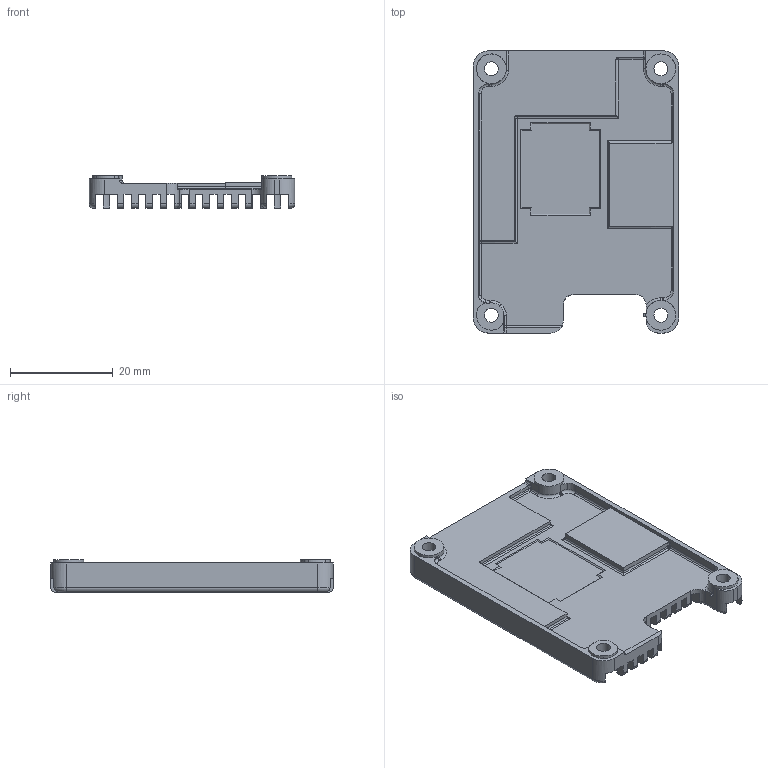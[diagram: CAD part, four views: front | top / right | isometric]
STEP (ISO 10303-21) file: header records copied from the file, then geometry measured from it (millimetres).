
FILE_DESCRIPTION(('HOOPS Exchange Step'),'2;1');
FILE_NAME('temp_export','2025-08-08T19:42:04+01:00',('babyyoda777'),('Shapr3D Limited'),'HOOPS Exchange 2024.8','Shapr3D','Authorized');
FILE_SCHEMA( ('AP242_MANAGED_MODEL_BASED_3D_ENGINEERING_MIM_LF {1 0 10303 442 1 1 4}') );
Length unit declared in the file: millimetre
Products named in the file (3): Heatsink:1; heatsink.step; root
Assembly tree (2 placements, depth 3):
  root
    heatsink.step
      Heatsink:1
Bounding box: 40 x 54.96 x 6.27 mm (x, y, z)
Volume: 5788.2 mm3; surface area: 9176.1 mm2
Topology: 1 solids, 1 shells, 1780 faces, 5177 edges, 3427 vertices
Faces by surface type: plane 1590, cylinder 110, bspline 39, torus 27, sphere 14
Full cylindrical faces by diameter (mm): 2.7 x4, 5.4 x4, 5.8 x3
Entity records: 58922 total; most frequent: CARTESIAN_POINT 11801, ORIENTED_EDGE 10354, DIRECTION 8873, EDGE_CURVE 5177, VECTOR 4777, LINE 4777, VERTEX_POINT 3427, AXIS2_PLACEMENT_3D 2048
